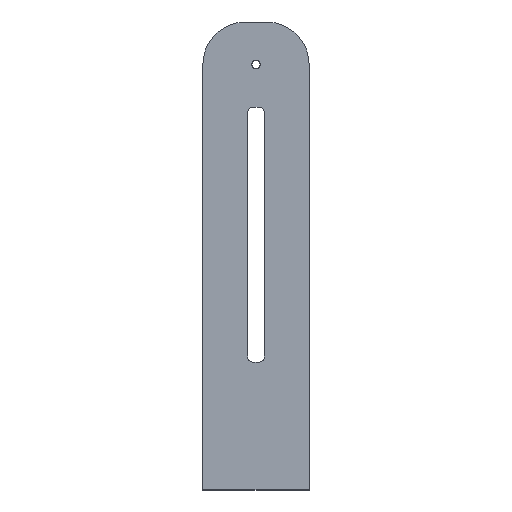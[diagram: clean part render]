
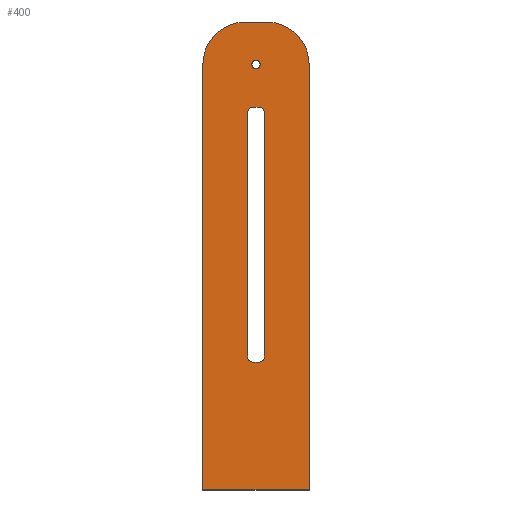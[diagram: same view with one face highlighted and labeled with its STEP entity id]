
A CAD part, top view. The second image highlights one B-rep face of the part: STEP entity #400.
In plain terms, the highlighted planar face has unit normal (0, 0, 1).
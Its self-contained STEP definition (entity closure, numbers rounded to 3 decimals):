
#1 = VERTEX_POINT ( 'NONE', #412 ) ;
#10 = CARTESIAN_POINT ( 'NONE',  ( 13., -80., 1.5 ) ) ;
#11 = LINE ( 'NONE', #403, #561 ) ;
#13 = EDGE_CURVE ( 'NONE', #293, #242, #372, .T. ) ;
#15 = FACE_BOUND ( 'NONE', #161, .T. ) ;
#20 = DIRECTION ( 'NONE',  ( 1., 0., 0. ) ) ;
#21 = CARTESIAN_POINT ( 'NONE',  ( 10., -10., 1.5 ) ) ;
#25 = VERTEX_POINT ( 'NONE', #419 ) ;
#26 = DIRECTION ( 'NONE',  ( 0., 0., 1. ) ) ;
#32 = AXIS2_PLACEMENT_3D ( 'NONE', #466, #26, #421 ) ;
#34 = ORIENTED_EDGE ( 'NONE', *, *, #288, .T. ) ;
#38 = DIRECTION ( 'NONE',  ( 1., 0., 0. ) ) ;
#40 = VECTOR ( 'NONE', #72, 1000. ) ;
#42 = CARTESIAN_POINT ( 'NONE',  ( 0., -10., 1.5 ) ) ;
#48 = ORIENTED_EDGE ( 'NONE', *, *, #261, .F. ) ;
#50 = ORIENTED_EDGE ( 'NONE', *, *, #89, .T. ) ;
#55 = EDGE_CURVE ( 'NONE', #242, #339, #128, .T. ) ;
#60 = AXIS2_PLACEMENT_3D ( 'NONE', #325, #595, #220 ) ;
#69 = CARTESIAN_POINT ( 'NONE',  ( 0., -110., 1.5 ) ) ;
#72 = DIRECTION ( 'NONE',  ( 1., 0., 0. ) ) ;
#89 = EDGE_CURVE ( 'NONE', #285, #214, #11, .T. ) ;
#91 = VECTOR ( 'NONE', #212, 1000. ) ;
#93 = CARTESIAN_POINT ( 'NONE',  ( 12., -20., 1.5 ) ) ;
#94 = ORIENTED_EDGE ( 'NONE', *, *, #55, .F. ) ;
#95 = VERTEX_POINT ( 'NONE', #157 ) ;
#96 = ORIENTED_EDGE ( 'NONE', *, *, #199, .F. ) ;
#100 = VERTEX_POINT ( 'NONE', #223 ) ;
#103 = EDGE_LOOP ( 'NONE', ( #250, #34, #50, #465, #584, #371 ) ) ;
#106 = AXIS2_PLACEMENT_3D ( 'NONE', #368, #559, #518 ) ;
#109 = EDGE_CURVE ( 'NONE', #1, #450, #543, .T. ) ;
#114 = ORIENTED_EDGE ( 'NONE', *, *, #13, .F. ) ;
#128 = LINE ( 'NONE', #515, #40 ) ;
#138 = CIRCLE ( 'NONE', #189, 1. ) ;
#142 = CARTESIAN_POINT ( 'NONE',  ( 15., -10., 1.5 ) ) ;
#146 = ORIENTED_EDGE ( 'NONE', *, *, #246, .F. ) ;
#148 = ORIENTED_EDGE ( 'NONE', *, *, #487, .F. ) ;
#153 = DIRECTION ( 'NONE',  ( 1., 0., 0. ) ) ;
#155 = VECTOR ( 'NONE', #330, 1000. ) ;
#157 = CARTESIAN_POINT ( 'NONE',  ( 14.5, -78.5, 1.5 ) ) ;
#161 = EDGE_LOOP ( 'NONE', ( #200, #148 ) ) ;
#162 = CARTESIAN_POINT ( 'NONE',  ( 10., -10., 1.5 ) ) ;
#164 = CARTESIAN_POINT ( 'NONE',  ( 10.5, -21.5, 1.5 ) ) ;
#167 = DIRECTION ( 'NONE',  ( -1., 0., 0. ) ) ;
#179 = VERTEX_POINT ( 'NONE', #501 ) ;
#181 = EDGE_CURVE ( 'NONE', #512, #1, #601, .T. ) ;
#182 = CARTESIAN_POINT ( 'NONE',  ( 12., -80., 1.5 ) ) ;
#185 = DIRECTION ( 'NONE',  ( 0., -1., 0. ) ) ;
#188 = CARTESIAN_POINT ( 'NONE',  ( 10.5, -78.5, 1.5 ) ) ;
#189 = AXIS2_PLACEMENT_3D ( 'NONE', #477, #316, #38 ) ;
#198 = EDGE_CURVE ( 'NONE', #214, #100, #441, .T. ) ;
#199 = EDGE_CURVE ( 'NONE', #447, #498, #244, .T. ) ;
#200 = ORIENTED_EDGE ( 'NONE', *, *, #378, .F. ) ;
#204 = CARTESIAN_POINT ( 'NONE',  ( 12., -20., 1.5 ) ) ;
#206 = DIRECTION ( 'NONE',  ( 0., 0., 1. ) ) ;
#209 = AXIS2_PLACEMENT_3D ( 'NONE', #21, #416, #507 ) ;
#210 = FACE_BOUND ( 'NONE', #313, .T. ) ;
#212 = DIRECTION ( 'NONE',  ( 0., 1., 0. ) ) ;
#214 = VERTEX_POINT ( 'NONE', #470 ) ;
#216 = CARTESIAN_POINT ( 'NONE',  ( 25., -10., 1.5 ) ) ;
#219 = CIRCLE ( 'NONE', #60, 1.5 ) ;
#220 = DIRECTION ( 'NONE',  ( -1., 0., 0. ) ) ;
#223 = CARTESIAN_POINT ( 'NONE',  ( 0., -10., 1.5 ) ) ;
#229 = EDGE_CURVE ( 'NONE', #25, #420, #298, .T. ) ;
#232 = LINE ( 'NONE', #93, #326 ) ;
#238 = LINE ( 'NONE', #42, #522 ) ;
#242 = VERTEX_POINT ( 'NONE', #182 ) ;
#244 = CIRCLE ( 'NONE', #32, 1.5 ) ;
#246 = EDGE_CURVE ( 'NONE', #420, #447, #232, .T. ) ;
#250 = ORIENTED_EDGE ( 'NONE', *, *, #109, .T. ) ;
#261 = EDGE_CURVE ( 'NONE', #498, #293, #615, .T. ) ;
#264 = DIRECTION ( 'NONE',  ( 0., 0., 1. ) ) ;
#274 = CARTESIAN_POINT ( 'NONE',  ( 14.5, -21.5, 1.5 ) ) ;
#276 = DIRECTION ( 'NONE',  ( 1., 0., 0. ) ) ;
#279 = CARTESIAN_POINT ( 'NONE',  ( 10.5, -21.5, 1.5 ) ) ;
#285 = VERTEX_POINT ( 'NONE', #437 ) ;
#286 = EDGE_CURVE ( 'NONE', #100, #512, #238, .T. ) ;
#288 = EDGE_CURVE ( 'NONE', #450, #285, #540, .T. ) ;
#293 = VERTEX_POINT ( 'NONE', #188 ) ;
#298 = CIRCLE ( 'NONE', #106, 1.5 ) ;
#311 = CARTESIAN_POINT ( 'NONE',  ( 25., -10., 1.5 ) ) ;
#312 = CARTESIAN_POINT ( 'NONE',  ( 12., -78.5, 1.5 ) ) ;
#313 = EDGE_LOOP ( 'NONE', ( #48, #96, #146, #425, #538, #579, #94, #114 ) ) ;
#314 = DIRECTION ( 'NONE',  ( 1., 0., 0. ) ) ;
#316 = DIRECTION ( 'NONE',  ( 0., 0., 1. ) ) ;
#319 = DIRECTION ( 'NONE',  ( 0., 1., 0. ) ) ;
#325 = CARTESIAN_POINT ( 'NONE',  ( 13., -78.5, 1.5 ) ) ;
#326 = VECTOR ( 'NONE', #524, 1000. ) ;
#330 = DIRECTION ( 'NONE',  ( 0., -1., 0. ) ) ;
#339 = VERTEX_POINT ( 'NONE', #10 ) ;
#344 = VECTOR ( 'NONE', #314, 1000. ) ;
#362 = DIRECTION ( 'NONE',  ( 0., 0., 1. ) ) ;
#368 = CARTESIAN_POINT ( 'NONE',  ( 13., -21.5, 1.5 ) ) ;
#371 = ORIENTED_EDGE ( 'NONE', *, *, #181, .T. ) ;
#372 = CIRCLE ( 'NONE', #453, 1.5 ) ;
#378 = EDGE_CURVE ( 'NONE', #516, #179, #493, .T. ) ;
#381 = DIRECTION ( 'NONE',  ( 0., 0., 1. ) ) ;
#393 = FACE_OUTER_BOUND ( 'NONE', #103, .T. ) ;
#400 = ADVANCED_FACE ( 'NONE', ( #393, #15, #210 ), #407, .T. ) ;
#403 = CARTESIAN_POINT ( 'NONE',  ( 10., 0., 1.5 ) ) ;
#407 = PLANE ( 'NONE',  #476 ) ;
#412 = CARTESIAN_POINT ( 'NONE',  ( 25., -110., 1.5 ) ) ;
#416 = DIRECTION ( 'NONE',  ( 0., 0., 1. ) ) ;
#419 = CARTESIAN_POINT ( 'NONE',  ( 14.5, -21.5, 1.5 ) ) ;
#420 = VERTEX_POINT ( 'NONE', #580 ) ;
#421 = DIRECTION ( 'NONE',  ( 1., 0., 0. ) ) ;
#425 = ORIENTED_EDGE ( 'NONE', *, *, #229, .F. ) ;
#432 = VECTOR ( 'NONE', #319, 1000. ) ;
#437 = CARTESIAN_POINT ( 'NONE',  ( 15., 0., 1.5 ) ) ;
#441 = CIRCLE ( 'NONE', #209, 10. ) ;
#447 = VERTEX_POINT ( 'NONE', #204 ) ;
#450 = VERTEX_POINT ( 'NONE', #311 ) ;
#453 = AXIS2_PLACEMENT_3D ( 'NONE', #312, #362, #504 ) ;
#465 = ORIENTED_EDGE ( 'NONE', *, *, #198, .T. ) ;
#466 = CARTESIAN_POINT ( 'NONE',  ( 12., -21.5, 1.5 ) ) ;
#470 = CARTESIAN_POINT ( 'NONE',  ( 10., 0., 1.5 ) ) ;
#472 = CARTESIAN_POINT ( 'NONE',  ( 11.5, -10., 1.5 ) ) ;
#476 = AXIS2_PLACEMENT_3D ( 'NONE', #162, #264, #20 ) ;
#477 = CARTESIAN_POINT ( 'NONE',  ( 12.5, -10., 1.5 ) ) ;
#485 = AXIS2_PLACEMENT_3D ( 'NONE', #142, #381, #276 ) ;
#487 = EDGE_CURVE ( 'NONE', #179, #516, #138, .T. ) ;
#493 = CIRCLE ( 'NONE', #622, 1. ) ;
#498 = VERTEX_POINT ( 'NONE', #164 ) ;
#501 = CARTESIAN_POINT ( 'NONE',  ( 13.5, -10., 1.5 ) ) ;
#502 = LINE ( 'NONE', #274, #91 ) ;
#504 = DIRECTION ( 'NONE',  ( -1., 0., 0. ) ) ;
#507 = DIRECTION ( 'NONE',  ( 1., 0., 0. ) ) ;
#510 = EDGE_CURVE ( 'NONE', #339, #95, #219, .T. ) ;
#512 = VERTEX_POINT ( 'NONE', #606 ) ;
#515 = CARTESIAN_POINT ( 'NONE',  ( 12., -80., 1.5 ) ) ;
#516 = VERTEX_POINT ( 'NONE', #472 ) ;
#518 = DIRECTION ( 'NONE',  ( -1., 0., 0. ) ) ;
#522 = VECTOR ( 'NONE', #185, 1000. ) ;
#524 = DIRECTION ( 'NONE',  ( -1., 0., 0. ) ) ;
#538 = ORIENTED_EDGE ( 'NONE', *, *, #574, .F. ) ;
#540 = CIRCLE ( 'NONE', #485, 10. ) ;
#543 = LINE ( 'NONE', #216, #432 ) ;
#559 = DIRECTION ( 'NONE',  ( 0., 0., 1. ) ) ;
#561 = VECTOR ( 'NONE', #167, 1000. ) ;
#574 = EDGE_CURVE ( 'NONE', #95, #25, #502, .T. ) ;
#579 = ORIENTED_EDGE ( 'NONE', *, *, #510, .F. ) ;
#580 = CARTESIAN_POINT ( 'NONE',  ( 13., -20., 1.5 ) ) ;
#584 = ORIENTED_EDGE ( 'NONE', *, *, #286, .T. ) ;
#585 = CARTESIAN_POINT ( 'NONE',  ( 12.5, -10., 1.5 ) ) ;
#595 = DIRECTION ( 'NONE',  ( 0., 0., 1. ) ) ;
#601 = LINE ( 'NONE', #69, #344 ) ;
#606 = CARTESIAN_POINT ( 'NONE',  ( 0., -110., 1.5 ) ) ;
#615 = LINE ( 'NONE', #279, #155 ) ;
#622 = AXIS2_PLACEMENT_3D ( 'NONE', #585, #206, #153 ) ;
